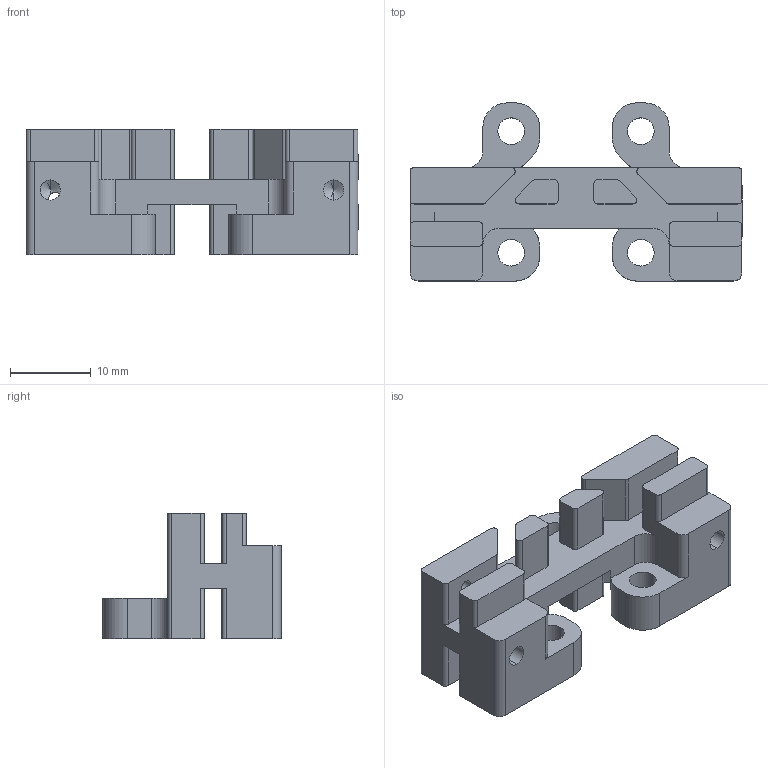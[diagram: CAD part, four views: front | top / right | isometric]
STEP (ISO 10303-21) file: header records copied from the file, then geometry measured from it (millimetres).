
FILE_DESCRIPTION (( 'STEP AP203' ), '1' );
FILE_NAME ('TT_X_ÖÐ.STEP', '2023-07-19T05:45:59', ( 'Leo' ), ( '' ), 'SwSTEP 2.0', 'SolidWorks 2018', '' );
FILE_SCHEMA (( 'CONFIG_CONTROL_DESIGN' ));
Length unit declared in the file: millimetre
Products named in the file (1): TT_X_ﾖﾐ
Bounding box: 41 x 22 x 15.5 mm (x, y, z)
Volume: 4932.9 mm3; surface area: 4091.5 mm2
Topology: 1 solids, 1 shells, 148 faces, 435 edges, 286 vertices
Faces by surface type: cylinder 76, plane 66, cone 6
Entity records: 5074 total; most frequent: CARTESIAN_POINT 920, DIRECTION 875, ORIENTED_EDGE 858, EDGE_CURVE 429, AXIS2_PLACEMENT_3D 305, VERTEX_POINT 286, LINE 265, VECTOR 265
